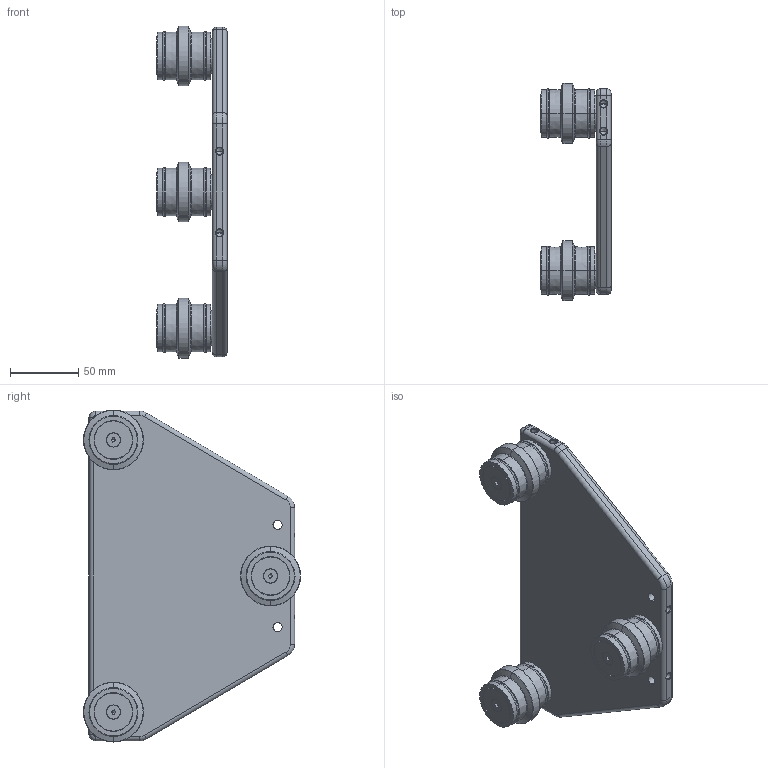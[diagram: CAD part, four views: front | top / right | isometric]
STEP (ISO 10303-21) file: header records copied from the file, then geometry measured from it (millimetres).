
FILE_DESCRIPTION (( 'STEP AP214' ), '1' );
FILE_NAME ('40x80 SD Roller Carriage Kit_Outside Mount (40MLM-0421-002-01).STEP', '2025-04-21T21:54:43', ( '' ), ( '' ), 'SwSTEP 2.0', 'SolidWorks 2020', '' );
FILE_SCHEMA (( 'AUTOMOTIVE_DESIGN' ));
Length unit declared in the file: millimetre
Products named in the file (11): SD Roller Wheel Assm_Outside Mount Roller Carriages_Roller Carriages; 40x80 SD Roller Carriage Kit_Outside Mount (40MLM-0421-002-01); SD Roller Axle_Outside Mount Carriage_SD Bearing; Bearing Cap_40-6 SD Roller Carriage-x_Standard; O-Ring(M)_32 ID_2 CS; Socket Countersunk Head Screw_M5x0.8x16mm Zinc; Socket Countersunk Head Screw_M5x0.8x14mm Zinc; 40-6 SD Outside Mount Roller Wheel_Standard Duty; 80mm Outside Mount Roller Carriage Plate_80mm HD Roller Carriage Plate (40MLM-0521-001-00); 6000ZZ Bearing_Standard; Ø10mm Bearing Spacer_40-6 Roller Wheels_Bearing Spacer(SD)
Assembly tree (14 placements, depth 3):
  40x80 SD Roller Carriage Kit_Outside Mount (40MLM-0421-002-01)
    SD Roller Wheel Assm_Outside Mount Roller Carriages_Roller Carriages  x3
      40-6 SD Outside Mount Roller Wheel_Standard Duty
      Ø10mm Bearing Spacer_40-6 Roller Wheels_Bearing Spacer(SD)
      Bearing Cap_40-6 SD Roller Carriage-x_Standard
      SD Roller Axle_Outside Mount Carriage_SD Bearing
      Socket Countersunk Head Screw_M5x0.8x16mm Zinc
      Socket Countersunk Head Screw_M5x0.8x14mm Zinc
      O-Ring(M)_32 ID_2 CS
      6000ZZ Bearing_Standard
    80mm Outside Mount Roller Carriage Plate_80mm HD Roller Carriage Plate (40MLM-0521-001-00)
Bounding box: 51.48 x 159.45 x 244 mm (x, y, z)
Volume: 384813.4 mm3; surface area: 137180.3 mm2
Topology: 31 solids, 37 shells, 1354 faces, 3137 edges, 1919 vertices
Faces by surface type: plane 432, cylinder 319, cone 214, bspline 210, torus 179
Entity records: 33650 total; most frequent: CARTESIAN_POINT 10494, ORIENTED_EDGE 3986, DIRECTION 3229, EDGE_CURVE 1993, VERTEX_POINT 1267, VECTOR 1089, LINE 1089, AXIS2_PLACEMENT_3D 1070
